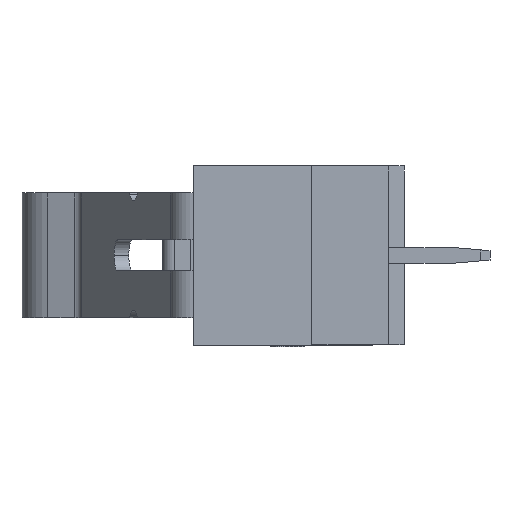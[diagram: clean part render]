
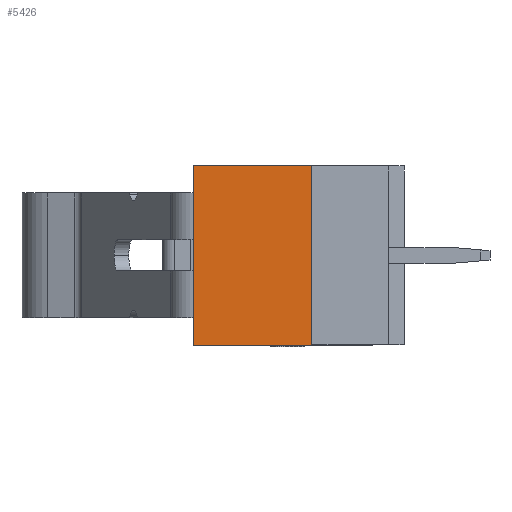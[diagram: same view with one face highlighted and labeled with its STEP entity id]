
A CAD part, left-side view. The second image highlights one B-rep face of the part: STEP entity #5426.
In plain terms, the highlighted planar face has unit normal (-1, 0, 0).
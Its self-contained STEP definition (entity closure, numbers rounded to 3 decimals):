
#209 = DIRECTION ( 'NONE',  ( 1., 0., 0. ) ) ;
#590 = DIRECTION ( 'NONE',  ( 0., 0., -1. ) ) ;
#1073 = CARTESIAN_POINT ( 'NONE',  ( -6.5, 3.375, 5.75 ) ) ;
#1609 = CARTESIAN_POINT ( 'NONE',  ( -6.5, 3.375, 5.75 ) ) ;
#1626 = VERTEX_POINT ( 'NONE', #9854 ) ;
#1672 = VECTOR ( 'NONE', #590, 1000. ) ;
#2251 = CARTESIAN_POINT ( 'NONE',  ( -6.5, -0.415, 5.74 ) ) ;
#2729 = VECTOR ( 'NONE', #11208, 1000. ) ;
#2869 = LINE ( 'NONE', #1609, #1672 ) ;
#3003 = CARTESIAN_POINT ( 'NONE',  ( -6.5, 3.375, 0. ) ) ;
#3017 = EDGE_CURVE ( 'NONE', #13728, #9742, #8427, .T. ) ;
#3221 = LINE ( 'NONE', #2251, #2729 ) ;
#3655 = FACE_OUTER_BOUND ( 'NONE', #11185, .T. ) ;
#3734 = CARTESIAN_POINT ( 'NONE',  ( -6.5, -0.415, 0. ) ) ;
#3896 = VERTEX_POINT ( 'NONE', #1073 ) ;
#5426 = ADVANCED_FACE ( 'NONE', ( #3655 ), #10480, .F. ) ;
#5481 = EDGE_CURVE ( 'NONE', #3896, #1626, #8359, .T. ) ;
#6010 = VECTOR ( 'NONE', #10840, 1000. ) ;
#6558 = VECTOR ( 'NONE', #7421, 1000. ) ;
#7421 = DIRECTION ( 'NONE',  ( 0., -1., 0. ) ) ;
#8359 = LINE ( 'NONE', #13042, #6558 ) ;
#8427 = LINE ( 'NONE', #10910, #6010 ) ;
#8843 = ORIENTED_EDGE ( 'NONE', *, *, #3017, .T. ) ;
#9000 = EDGE_CURVE ( 'NONE', #9742, #1626, #3221, .T. ) ;
#9471 = CARTESIAN_POINT ( 'NONE',  ( -6.5, 3.375, 5.75 ) ) ;
#9742 = VERTEX_POINT ( 'NONE', #3734 ) ;
#9744 = ORIENTED_EDGE ( 'NONE', *, *, #13425, .T. ) ;
#9854 = CARTESIAN_POINT ( 'NONE',  ( -6.5, -0.415, 5.75 ) ) ;
#10480 = PLANE ( 'NONE',  #11457 ) ;
#10502 = ORIENTED_EDGE ( 'NONE', *, *, #5481, .F. ) ;
#10522 = ORIENTED_EDGE ( 'NONE', *, *, #9000, .T. ) ;
#10840 = DIRECTION ( 'NONE',  ( 0., -1., 0. ) ) ;
#10910 = CARTESIAN_POINT ( 'NONE',  ( -6.5, 3.375, 0. ) ) ;
#11185 = EDGE_LOOP ( 'NONE', ( #8843, #10522, #10502, #9744 ) ) ;
#11208 = DIRECTION ( 'NONE',  ( 0., 0., 1. ) ) ;
#11457 = AXIS2_PLACEMENT_3D ( 'NONE', #9471, #209, #12465 ) ;
#12465 = DIRECTION ( 'NONE',  ( 0., 1., 0. ) ) ;
#13042 = CARTESIAN_POINT ( 'NONE',  ( -6.5, 3.375, 5.75 ) ) ;
#13425 = EDGE_CURVE ( 'NONE', #3896, #13728, #2869, .T. ) ;
#13728 = VERTEX_POINT ( 'NONE', #3003 ) ;
